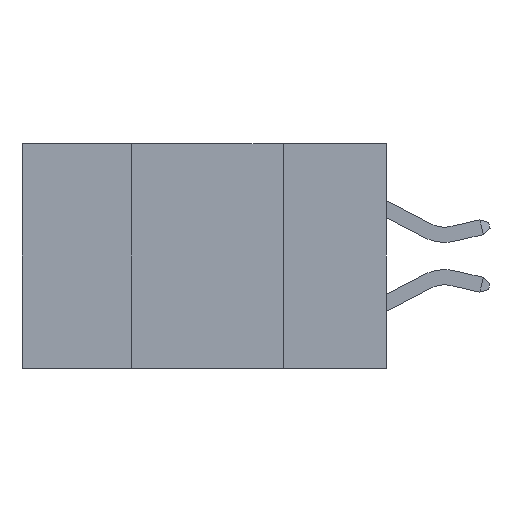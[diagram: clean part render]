
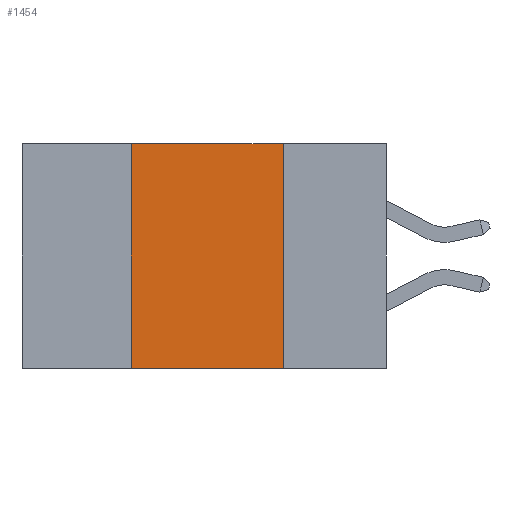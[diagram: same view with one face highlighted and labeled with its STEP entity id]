
A CAD part, left-side view. The second image highlights one B-rep face of the part: STEP entity #1454.
In plain terms, the highlighted planar face has unit normal (-1, 0, 0).
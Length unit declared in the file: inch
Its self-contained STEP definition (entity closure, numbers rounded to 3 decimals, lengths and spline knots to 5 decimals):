
#413 = LINE ( 'NONE', #10817, #11722 ) ;
#601 = CARTESIAN_POINT ( 'NONE',  ( 0., 0.17, -0.37 ) ) ;
#928 = ORIENTED_EDGE ( 'NONE', *, *, #10279, .F. ) ;
#1209 = CARTESIAN_POINT ( 'NONE',  ( 0., 0.6, 0. ) ) ;
#1454 = ADVANCED_FACE ( 'NONE', ( #12800 ), #10202, .F. ) ;
#1604 = CARTESIAN_POINT ( 'NONE',  ( 0., 0.17, 0. ) ) ;
#2344 = LINE ( 'NONE', #9326, #4584 ) ;
#3193 = EDGE_CURVE ( 'NONE', #12960, #12191, #8376, .T. ) ;
#3415 = VERTEX_POINT ( 'NONE', #601 ) ;
#3546 = AXIS2_PLACEMENT_3D ( 'NONE', #10169, #10766, #7198 ) ;
#3804 = CARTESIAN_POINT ( 'NONE',  ( 0., 0.6, -0.37 ) ) ;
#3865 = CARTESIAN_POINT ( 'NONE',  ( 0., 0.42, 0. ) ) ;
#4176 = VERTEX_POINT ( 'NONE', #8147 ) ;
#4584 = VECTOR ( 'NONE', #10422, 39.37008 ) ;
#5159 = EDGE_CURVE ( 'NONE', #4176, #12960, #2344, .T. ) ;
#5461 = VECTOR ( 'NONE', #6773, 39.37008 ) ;
#5836 = ORIENTED_EDGE ( 'NONE', *, *, #5159, .F. ) ;
#6773 = DIRECTION ( 'NONE',  ( 0., -1., 0. ) ) ;
#7198 = DIRECTION ( 'NONE',  ( 0., 0., -1. ) ) ;
#7347 = VECTOR ( 'NONE', #10379, 39.37008 ) ;
#7779 = EDGE_CURVE ( 'NONE', #4176, #3415, #11256, .T. ) ;
#8147 = CARTESIAN_POINT ( 'NONE',  ( 0., 0.42, -0.37 ) ) ;
#8263 = ORIENTED_EDGE ( 'NONE', *, *, #7779, .T. ) ;
#8376 = LINE ( 'NONE', #1209, #5461 ) ;
#8648 = ORIENTED_EDGE ( 'NONE', *, *, #3193, .F. ) ;
#9326 = CARTESIAN_POINT ( 'NONE',  ( 0., 0.42, 0. ) ) ;
#9730 = DIRECTION ( 'NONE',  ( 0., 0., -1. ) ) ;
#10169 = CARTESIAN_POINT ( 'NONE',  ( 0., 0.6, 0. ) ) ;
#10202 = PLANE ( 'NONE',  #3546 ) ;
#10279 = EDGE_CURVE ( 'NONE', #12191, #3415, #413, .T. ) ;
#10379 = DIRECTION ( 'NONE',  ( 0., -1., 0. ) ) ;
#10422 = DIRECTION ( 'NONE',  ( 0., 0., 1. ) ) ;
#10766 = DIRECTION ( 'NONE',  ( 1., 0., 0. ) ) ;
#10817 = CARTESIAN_POINT ( 'NONE',  ( 0., 0.17, 0. ) ) ;
#11256 = LINE ( 'NONE', #3804, #7347 ) ;
#11722 = VECTOR ( 'NONE', #9730, 39.37008 ) ;
#12191 = VERTEX_POINT ( 'NONE', #1604 ) ;
#12800 = FACE_OUTER_BOUND ( 'NONE', #12990, .T. ) ;
#12960 = VERTEX_POINT ( 'NONE', #3865 ) ;
#12990 = EDGE_LOOP ( 'NONE', ( #928, #8648, #5836, #8263 ) ) ;
